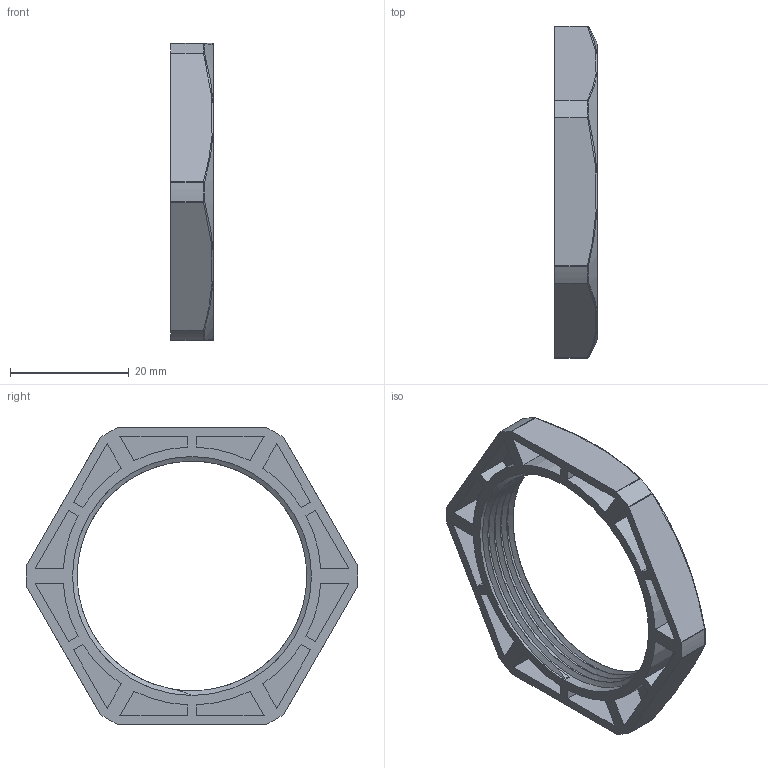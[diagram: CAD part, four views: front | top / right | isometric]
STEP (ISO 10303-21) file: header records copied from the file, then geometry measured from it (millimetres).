
FILE_DESCRIPTION(/* description */ ('Gegenmutter M 40x1,5'),/* implementation_level */ '2;1');
FILE_NAME(/* name */ '11006540-RST.stp',/* time_stamp */ '2020-04-23T15:43:31+02:00',/* author */ ('sl'),/* organization */ (''),/* preprocessor_version */ 'ST-DEVELOPER v16.5',/* originating_system */ 'Autodesk Inventor 2017',/* authorisation */ '');
FILE_SCHEMA (('AUTOMOTIVE_DESIGN { 1 0 10303 214 3 1 1 }'));
Length unit declared in the file: millimetre
Products named in the file (1): 11006540
Bounding box: 7.22 x 55.89 x 50 mm (x, y, z)
Volume: 4691.8 mm3; surface area: 6013.4 mm2
Topology: 1 solids, 1 shells, 126 faces, 300 edges, 188 vertices
Faces by surface type: plane 57, cylinder 37, sphere 12, bspline 8, torus 6, cone 6
Full cylindrical faces by diameter (mm): 40.222 x4
Entity records: 4646 total; most frequent: CARTESIAN_POINT 1823, DIRECTION 581, ORIENTED_EDGE 572, EDGE_CURVE 286, AXIS2_PLACEMENT_3D 214, VERTEX_POINT 179, LINE 153, VECTOR 153
